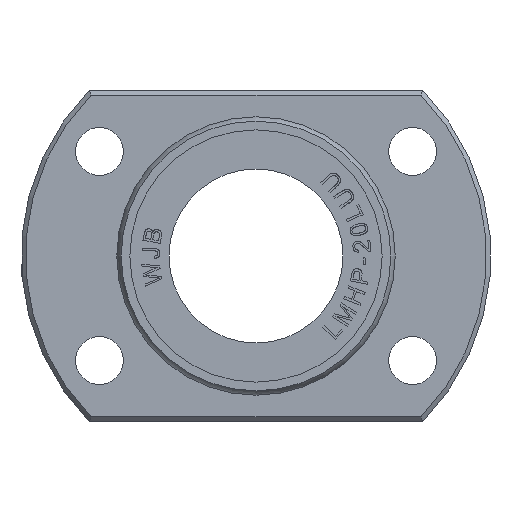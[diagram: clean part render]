
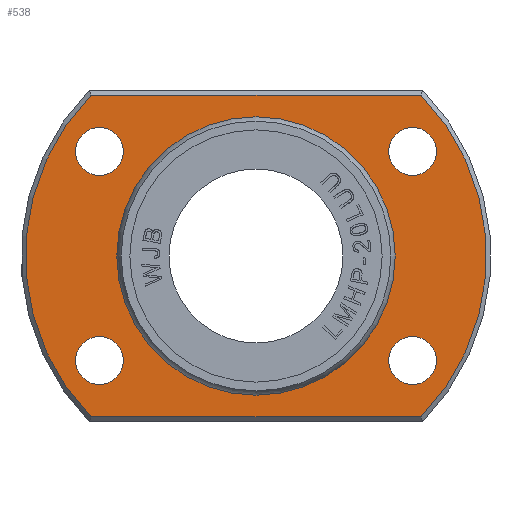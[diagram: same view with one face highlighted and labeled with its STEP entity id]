
A CAD part, left-side view. The second image highlights one B-rep face of the part: STEP entity #538.
In plain terms, the highlighted planar face has unit normal (-1, 0, 0).
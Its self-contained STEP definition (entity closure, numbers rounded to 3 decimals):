
#538=ADVANCED_FACE('',(#1755,#1756,#1757,#1758,#1759,#1760),#922,.T.);
#922=PLANE('',#6897);
#1201=CIRCLE('',#6890,2.75);
#1202=CIRCLE('',#6891,2.75);
#1203=CIRCLE('',#6892,2.75);
#1204=CIRCLE('',#6893,15.773);
#1205=CIRCLE('',#6894,26.5);
#1206=CIRCLE('',#6895,26.5);
#1207=CIRCLE('',#6896,2.75);
#1332=B_SPLINE_CURVE_WITH_KNOTS('',3,(#10184,#10185,#10186,#10187),.UNSPECIFIED.,
 .F.,.F.,(4,4),(0.,1.),.UNSPECIFIED.);
#1333=B_SPLINE_CURVE_WITH_KNOTS('',3,(#10191,#10192,#10193,#10194),.UNSPECIFIED.,
 .F.,.F.,(4,4),(0.,1.),.UNSPECIFIED.);
#1755=FACE_BOUND('',#1877,.T.);
#1756=FACE_BOUND('',#1878,.T.);
#1757=FACE_BOUND('',#1879,.T.);
#1758=FACE_BOUND('',#1880,.T.);
#1759=FACE_BOUND('',#1881,.T.);
#1760=FACE_BOUND('',#1882,.T.);
#1877=EDGE_LOOP('',(#2574));
#1878=EDGE_LOOP('',(#2575));
#1879=EDGE_LOOP('',(#2576));
#1880=EDGE_LOOP('',(#2577));
#1881=EDGE_LOOP('',(#2578,#2579,#2580,#2581));
#1882=EDGE_LOOP('',(#2582));
#2574=ORIENTED_EDGE('',*,*,#5096,.F.);
#2575=ORIENTED_EDGE('',*,*,#5097,.F.);
#2576=ORIENTED_EDGE('',*,*,#5098,.T.);
#2577=ORIENTED_EDGE('',*,*,#5099,.F.);
#2578=ORIENTED_EDGE('',*,*,#5100,.F.);
#2579=ORIENTED_EDGE('',*,*,#5101,.F.);
#2580=ORIENTED_EDGE('',*,*,#5102,.F.);
#2581=ORIENTED_EDGE('',*,*,#5103,.F.);
#2582=ORIENTED_EDGE('',*,*,#5104,.T.);
#4460=VERTEX_POINT('',#10174);
#4461=VERTEX_POINT('',#10176);
#4462=VERTEX_POINT('',#10178);
#4463=VERTEX_POINT('',#10180);
#4464=VERTEX_POINT('',#10182);
#4465=VERTEX_POINT('',#10183);
#4466=VERTEX_POINT('',#10188);
#4467=VERTEX_POINT('',#10190);
#4468=VERTEX_POINT('',#10196);
#5096=EDGE_CURVE('',#4460,#4460,#1201,.T.);
#5097=EDGE_CURVE('',#4461,#4461,#1202,.T.);
#5098=EDGE_CURVE('',#4462,#4462,#1203,.T.);
#5099=EDGE_CURVE('',#4463,#4463,#1204,.T.);
#5100=EDGE_CURVE('',#4464,#4465,#1205,.T.);
#5101=EDGE_CURVE('',#4466,#4464,#1332,.T.);
#5102=EDGE_CURVE('',#4467,#4466,#1206,.T.);
#5103=EDGE_CURVE('',#4465,#4467,#1333,.T.);
#5104=EDGE_CURVE('',#4468,#4468,#1207,.T.);
#6890=AXIS2_PLACEMENT_3D('',#10173,#7484,#7485);
#6891=AXIS2_PLACEMENT_3D('',#10175,#7486,#7487);
#6892=AXIS2_PLACEMENT_3D('',#10177,#7488,#7489);
#6893=AXIS2_PLACEMENT_3D('',#10179,#7490,#7491);
#6894=AXIS2_PLACEMENT_3D('',#10181,#7492,#7493);
#6895=AXIS2_PLACEMENT_3D('',#10189,#7494,#7495);
#6896=AXIS2_PLACEMENT_3D('',#10195,#7496,#7497);
#6897=AXIS2_PLACEMENT_3D('',#10197,#7498,#7499);
#7484=DIRECTION('',(-1.,0.,0.));
#7485=DIRECTION('',(0.,0.,1.));
#7486=DIRECTION('',(-1.,0.,0.));
#7487=DIRECTION('',(0.,0.,1.));
#7488=DIRECTION('',(1.,0.,0.));
#7489=DIRECTION('',(0.,0.,1.));
#7490=DIRECTION('',(-1.,0.,0.));
#7491=DIRECTION('',(0.,0.,1.));
#7492=DIRECTION('',(1.,0.,0.));
#7493=DIRECTION('',(0.,0.,-1.));
#7494=DIRECTION('',(1.,0.,0.));
#7495=DIRECTION('',(0.,0.,-1.));
#7496=DIRECTION('',(1.,0.,0.));
#7497=DIRECTION('',(0.,0.,1.));
#7498=DIRECTION('',(-1.,0.,0.));
#7499=DIRECTION('',(0.,0.,1.));
#10173=CARTESIAN_POINT('',(8.,-18.,12.017));
#10174=CARTESIAN_POINT('',(8.,-18.,14.767));
#10175=CARTESIAN_POINT('',(8.,18.,-12.017));
#10176=CARTESIAN_POINT('',(8.,18.,-9.267));
#10177=CARTESIAN_POINT('',(8.,18.,12.017));
#10178=CARTESIAN_POINT('',(8.,18.,14.767));
#10179=CARTESIAN_POINT('',(8.,0.,0.));
#10180=CARTESIAN_POINT('',(8.,0.,15.773));
#10181=CARTESIAN_POINT('',(8.,0.,0.));
#10182=CARTESIAN_POINT('',(8.,18.974,-18.5));
#10183=CARTESIAN_POINT('',(8.,18.974,18.5));
#10184=CARTESIAN_POINT('',(8.,-18.974,-18.5));
#10185=CARTESIAN_POINT('',(8.,-6.325,-18.5));
#10186=CARTESIAN_POINT('',(8.,6.325,-18.5));
#10187=CARTESIAN_POINT('',(8.,18.974,-18.5));
#10188=CARTESIAN_POINT('',(8.,-18.974,-18.5));
#10189=CARTESIAN_POINT('',(8.,0.,0.));
#10190=CARTESIAN_POINT('',(8.,-18.974,18.5));
#10191=CARTESIAN_POINT('',(8.,18.974,18.5));
#10192=CARTESIAN_POINT('',(8.,6.325,18.5));
#10193=CARTESIAN_POINT('',(8.,-6.325,18.5));
#10194=CARTESIAN_POINT('',(8.,-18.974,18.5));
#10195=CARTESIAN_POINT('',(8.,-18.,-12.017));
#10196=CARTESIAN_POINT('',(8.,-18.,-9.267));
#10197=CARTESIAN_POINT('',(8.,0.,21.387));
